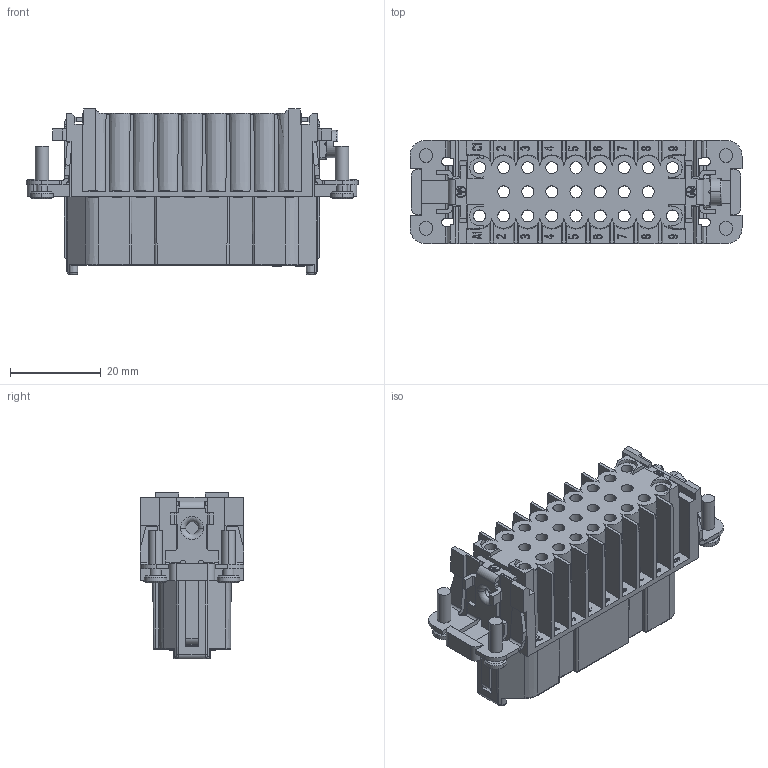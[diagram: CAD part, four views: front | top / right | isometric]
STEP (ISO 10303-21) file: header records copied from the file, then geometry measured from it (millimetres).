
FILE_DESCRIPTION(/* description */ (''),/* implementation_level */ '2;1');
FILE_NAME(/* name */ '3D_1250250200001_HD-025-FC_V1.1_stp_stp.stp',/* time_stamp */ '2023-12-02T10:55:28+08:00',/* author */ (''),/* organization */ (''),/* preprocessor_version */ 'ST-DEVELOPER v18.1',/* originating_system */ 'SIEMENS PLM Software NX 1980',/* authorisation */ '');
FILE_SCHEMA (('AP203_CONFIGURATION_CONTROLLED_3D_DESIGN_OF_MECHANICAL_PARTS_AND_ASSEMBLIES_MIM_LF { 1 0 10303 403 2 1 2}'));
Products named in the file (1): ylga3808D1190mrz
Bounding box: 73 x 22.82 x 36.5 mm (x, y, z)
Volume: 24437.9 mm3; surface area: 22221.6 mm2
Topology: 1 solids, 10 shells, 2539 faces, 7086 edges, 4674 vertices
Faces by surface type: plane 2113, cylinder 250, cone 122, bspline 28, torus 26
Full cylindrical faces by diameter (mm): 3.5 x1, 4 x1
Entity records: 82014 total; most frequent: CARTESIAN_POINT 16781, ORIENTED_EDGE 14162, DIRECTION 12406, EDGE_CURVE 7081, LINE 5996, VECTOR 5996, VERTEX_POINT 4671, AXIS2_PLACEMENT_3D 3205
